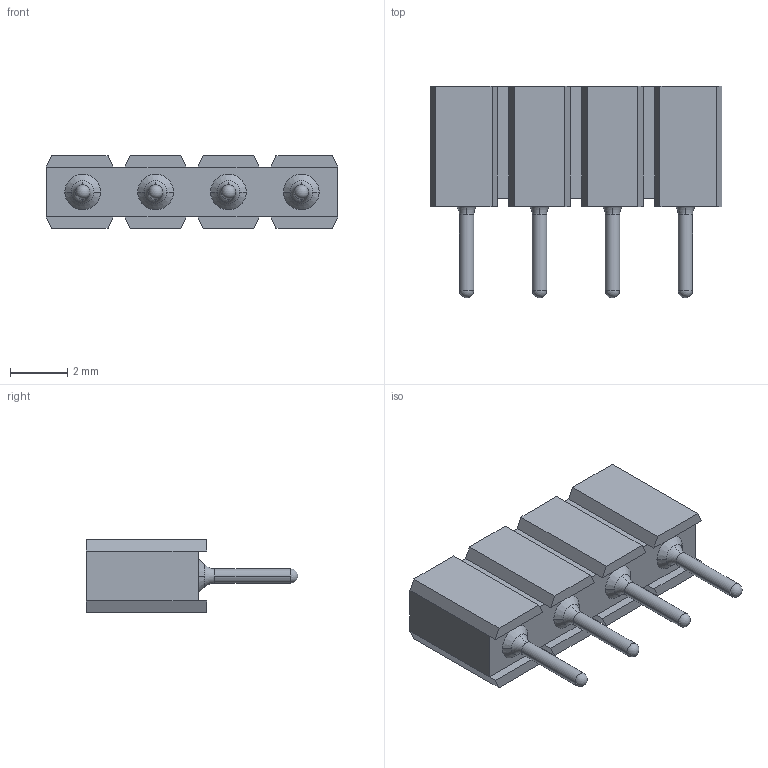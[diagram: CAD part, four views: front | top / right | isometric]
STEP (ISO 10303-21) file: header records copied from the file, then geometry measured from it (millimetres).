
FILE_DESCRIPTION(('STEP AP214'),'1');
FILE_NAME(' ',' ',('TraceParts'),('TraceParts S.A.'),'XStep 1.0',' ',' ');
FILE_SCHEMA(('automotive_design'));
Length unit declared in the file: millimetre
Products named in the file (1): 1
Bounding box: 10.16 x 7.37 x 2.54 mm (x, y, z)
Volume: 88.5 mm3; surface area: 261.9 mm2
Topology: 1 solids, 1 shells, 182 faces, 432 edges, 252 vertices
Faces by surface type: cone 80, plane 58, cylinder 32, torus 8, sphere 4
Entity records: 9900 total; most frequent: DIRECTION 958, CARTESIAN_POINT 851, STYLED_ITEM 850, PRESENTATION_STYLE_ASSIGNMENT 850, COLOUR_RGB 850, ORIENTED_EDGE 832, EDGE_CURVE 416, CURVE_STYLE 416
